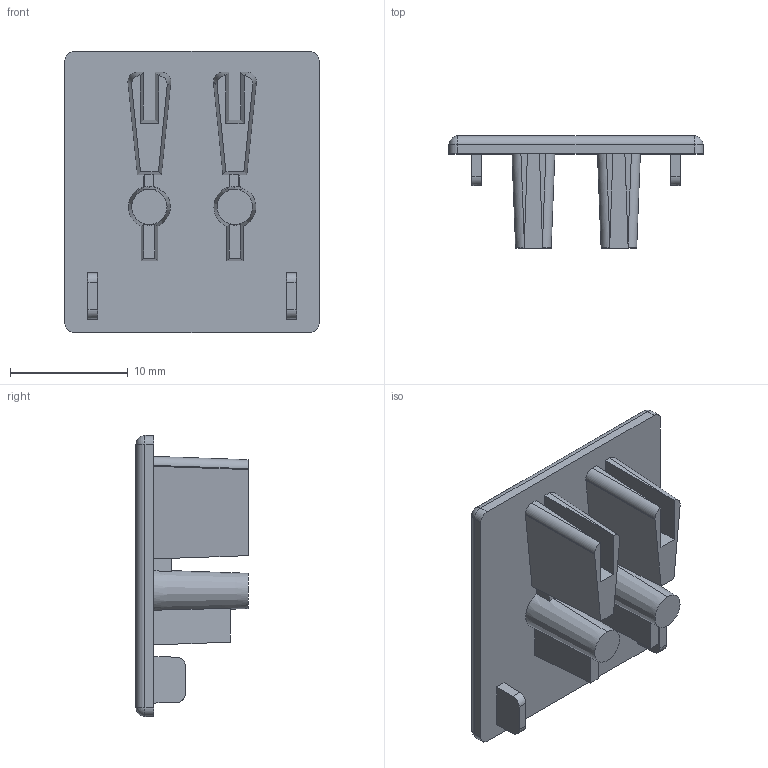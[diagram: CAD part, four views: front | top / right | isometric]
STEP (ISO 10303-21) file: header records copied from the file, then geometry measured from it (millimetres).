
FILE_DESCRIPTION (( 'STEP AP214' ), '1' );
FILE_NAME ('EECAPMP-10.STEP', '2012-06-01T17:35:15', ( '.adc' ), ( '' ), 'SwSTEP 2.0', 'SolidWorks 2011', '' );
FILE_SCHEMA (( 'AUTOMOTIVE_DESIGN' ));
Length unit declared in the file: inch
Products named in the file (1): EECAPMP-10
Bounding box: 21.59 x 9.53 x 23.88 mm (x, y, z)
Volume: 1238.7 mm3; surface area: 1880.4 mm2
Topology: 2 solids, 2 shells, 77 faces, 202 edges, 128 vertices
Faces by surface type: plane 51, cylinder 18, cone 4, sphere 4
Entity records: 3380 total; most frequent: CARTESIAN_POINT 512, ORIENTED_EDGE 396, DIRECTION 354, EDGE_CURVE 198, LINE 134, VECTOR 134, VERTEX_POINT 128, AXIS2_PLACEMENT_3D 110
